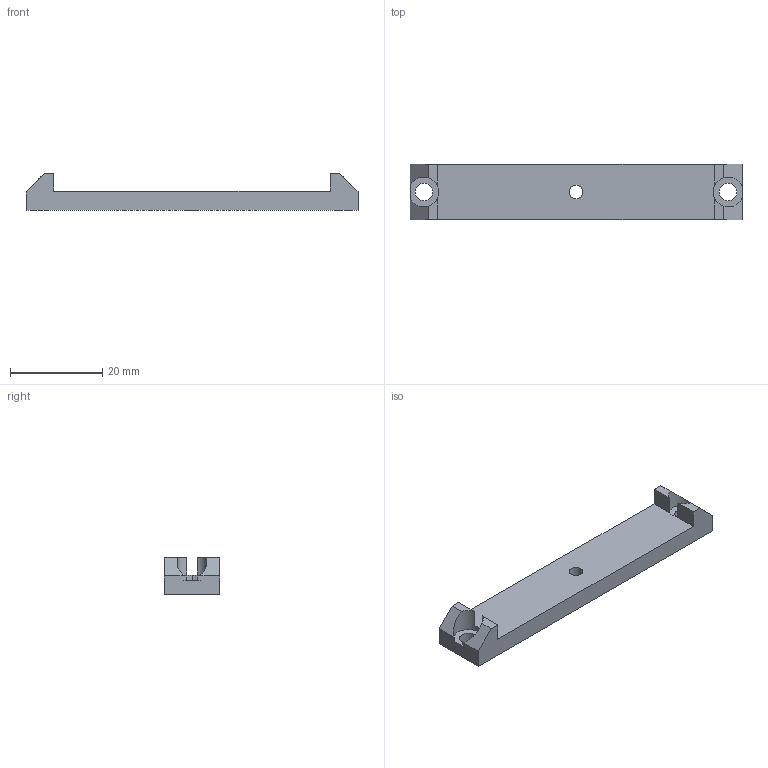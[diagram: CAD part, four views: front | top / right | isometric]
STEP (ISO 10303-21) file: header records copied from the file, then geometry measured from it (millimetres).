
FILE_DESCRIPTION (( 'STEP AP214' ), '1' );
FILE_NAME ('SG1_center_bar.STEP', '2022-08-11T19:24:25', ( '' ), ( '' ), 'SwSTEP 2.0', 'SolidWorks 2021', '' );
FILE_SCHEMA (( 'AUTOMOTIVE_DESIGN' ));
Length unit declared in the file: millimetre
Products named in the file (1): SG1_center_bar
Bounding box: 72 x 12 x 8.02 mm (x, y, z)
Volume: 3645.9 mm3; surface area: 2745.9 mm2
Topology: 1 solids, 1 shells, 29 faces, 81 edges, 54 vertices
Faces by surface type: plane 20, cylinder 9
Entity records: 983 total; most frequent: CARTESIAN_POINT 183, ORIENTED_EDGE 162, DIRECTION 157, EDGE_CURVE 81, VERTEX_POINT 54, VECTOR 53, LINE 53, AXIS2_PLACEMENT_3D 52
